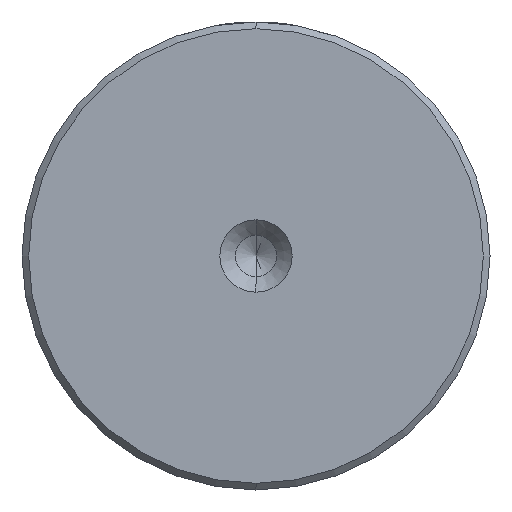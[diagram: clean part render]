
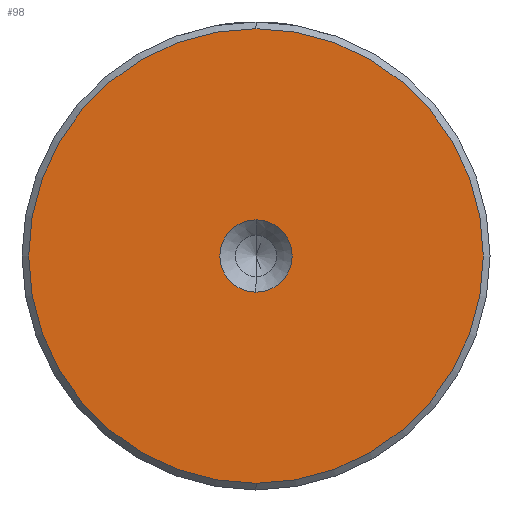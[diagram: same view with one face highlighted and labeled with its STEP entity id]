
A CAD part, left-side view. The second image highlights one B-rep face of the part: STEP entity #98.
In plain terms, the highlighted planar face has unit normal (-1, 0, 0).
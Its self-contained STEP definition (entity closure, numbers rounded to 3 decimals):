
#12 = PLANE ( 'NONE',  #1432 ) ;
#13 = EDGE_CURVE ( 'NONE', #1192, #1610, #954, .T. ) ;
#26 = VERTEX_POINT ( 'NONE', #613 ) ;
#98 = ADVANCED_FACE ( 'NONE', ( #1399, #832 ), #12, .T. ) ;
#144 = EDGE_CURVE ( 'NONE', #26, #1045, #1719, .T. ) ;
#371 = CIRCLE ( 'NONE', #918, 2.7 ) ;
#417 = EDGE_CURVE ( 'NONE', #1610, #1192, #1746, .T. ) ;
#502 = DIRECTION ( 'NONE',  ( 0., 0., 1. ) ) ;
#554 = DIRECTION ( 'NONE',  ( -1., 0., 0. ) ) ;
#568 = DIRECTION ( 'NONE',  ( -1., 0., 0. ) ) ;
#583 = ORIENTED_EDGE ( 'NONE', *, *, #13, .T. ) ;
#608 = CARTESIAN_POINT ( 'NONE',  ( 0., 0., 0. ) ) ;
#613 = CARTESIAN_POINT ( 'NONE',  ( 0., 0., -2.7 ) ) ;
#661 = AXIS2_PLACEMENT_3D ( 'NONE', #608, #568, #502 ) ;
#832 = FACE_BOUND ( 'NONE', #1224, .T. ) ;
#918 = AXIS2_PLACEMENT_3D ( 'NONE', #1690, #554, #1882 ) ;
#930 = EDGE_LOOP ( 'NONE', ( #1243, #583 ) ) ;
#954 = CIRCLE ( 'NONE', #661, 17. ) ;
#1045 = VERTEX_POINT ( 'NONE', #1794 ) ;
#1192 = VERTEX_POINT ( 'NONE', #2245 ) ;
#1224 = EDGE_LOOP ( 'NONE', ( #1499, #1576 ) ) ;
#1243 = ORIENTED_EDGE ( 'NONE', *, *, #417, .T. ) ;
#1302 = AXIS2_PLACEMENT_3D ( 'NONE', #2448, #2438, #2424 ) ;
#1399 = FACE_OUTER_BOUND ( 'NONE', #930, .T. ) ;
#1432 = AXIS2_PLACEMENT_3D ( 'NONE', #1883, #1560, #1501 ) ;
#1440 = CARTESIAN_POINT ( 'NONE',  ( 0., 0., -17. ) ) ;
#1499 = ORIENTED_EDGE ( 'NONE', *, *, #1769, .F. ) ;
#1501 = DIRECTION ( 'NONE',  ( 0., 0., 1. ) ) ;
#1560 = DIRECTION ( 'NONE',  ( -1., 0., 0. ) ) ;
#1576 = ORIENTED_EDGE ( 'NONE', *, *, #144, .F. ) ;
#1610 = VERTEX_POINT ( 'NONE', #1440 ) ;
#1690 = CARTESIAN_POINT ( 'NONE',  ( 0., 0., 0. ) ) ;
#1719 = CIRCLE ( 'NONE', #1302, 2.7 ) ;
#1746 = CIRCLE ( 'NONE', #2007, 17. ) ;
#1769 = EDGE_CURVE ( 'NONE', #1045, #26, #371, .T. ) ;
#1794 = CARTESIAN_POINT ( 'NONE',  ( 0., 0., 2.7 ) ) ;
#1882 = DIRECTION ( 'NONE',  ( 0., 0., 1. ) ) ;
#1883 = CARTESIAN_POINT ( 'NONE',  ( 0., 0., 0. ) ) ;
#2007 = AXIS2_PLACEMENT_3D ( 'NONE', #2329, #2320, #2313 ) ;
#2245 = CARTESIAN_POINT ( 'NONE',  ( 0., 0., 17. ) ) ;
#2313 = DIRECTION ( 'NONE',  ( 0., 0., 1. ) ) ;
#2320 = DIRECTION ( 'NONE',  ( -1., 0., 0. ) ) ;
#2329 = CARTESIAN_POINT ( 'NONE',  ( 0., 0., 0. ) ) ;
#2424 = DIRECTION ( 'NONE',  ( 0., 0., 1. ) ) ;
#2438 = DIRECTION ( 'NONE',  ( -1., 0., 0. ) ) ;
#2448 = CARTESIAN_POINT ( 'NONE',  ( 0., 0., 0. ) ) ;
